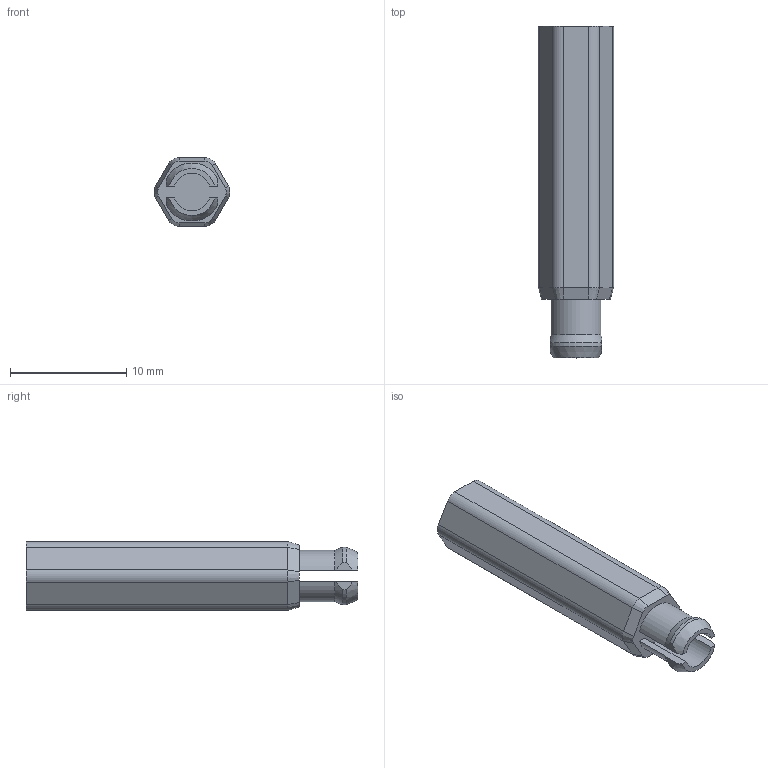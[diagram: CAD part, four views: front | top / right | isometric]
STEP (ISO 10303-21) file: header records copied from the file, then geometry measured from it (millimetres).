
FILE_DESCRIPTION((''),'2;1');
FILE_NAME('KONG','2017-09-12T',('tl.yang'),(''),'PRO/ENGINEER BY PARAMETRIC TECHNOLOGY CORPORATION, 2011500','PRO/ENGINEER BY PARAMETRIC TECHNOLOGY CORPORATION, 2011500','');
FILE_SCHEMA(('CONFIG_CONTROL_DESIGN'));
Length unit declared in the file: millimetre
Products named in the file (1): KONG
Bounding box: 6.52 x 28.55 x 5.92 mm (x, y, z)
Volume: 450.9 mm3; surface area: 993.7 mm2
Topology: 1 solids, 1 shells, 63 faces, 162 edges, 104 vertices
Faces by surface type: plane 33, cone 18, cylinder 12
Entity records: 1974 total; most frequent: CARTESIAN_POINT 389, ORIENTED_EDGE 324, DIRECTION 320, EDGE_CURVE 162, AXIS2_PLACEMENT_3D 111, VERTEX_POINT 104, VECTOR 98, LINE 98
